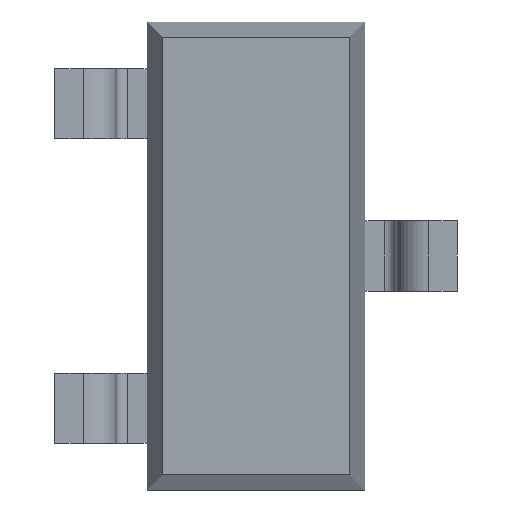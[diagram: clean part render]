
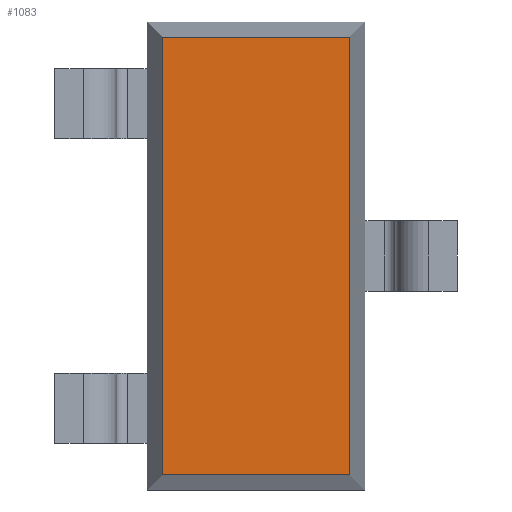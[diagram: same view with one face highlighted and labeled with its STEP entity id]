
A CAD part, front view. The second image highlights one B-rep face of the part: STEP entity #1083.
In plain terms, the highlighted planar face has unit normal (0, -1, 0).
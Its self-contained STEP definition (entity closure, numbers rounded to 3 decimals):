
#23 = LINE ( 'NONE', #1051, #494 ) ;
#24 = ORIENTED_EDGE ( 'NONE', *, *, #804, .T. ) ;
#130 = DIRECTION ( 'NONE',  ( 0., 0., -1. ) ) ;
#207 = EDGE_LOOP ( 'NONE', ( #24, #1537, #816, #906 ) ) ;
#303 = LINE ( 'NONE', #1590, #460 ) ;
#371 = VERTEX_POINT ( 'NONE', #1360 ) ;
#460 = VECTOR ( 'NONE', #614, 1000. ) ;
#469 = DIRECTION ( 'NONE',  ( 0., 0., -1. ) ) ;
#474 = LINE ( 'NONE', #1656, #1335 ) ;
#494 = VECTOR ( 'NONE', #469, 1000. ) ;
#614 = DIRECTION ( 'NONE',  ( 1., 0., 0. ) ) ;
#684 = VERTEX_POINT ( 'NONE', #1695 ) ;
#721 = CARTESIAN_POINT ( 'NONE',  ( -0.586, 0.1, -1.366 ) ) ;
#743 = CARTESIAN_POINT ( 'NONE',  ( 0.586, 0.1, -1.366 ) ) ;
#804 = EDGE_CURVE ( 'NONE', #1281, #1440, #303, .T. ) ;
#816 = ORIENTED_EDGE ( 'NONE', *, *, #1135, .T. ) ;
#840 = PLANE ( 'NONE',  #1219 ) ;
#860 = FACE_OUTER_BOUND ( 'NONE', #207, .T. ) ;
#889 = CARTESIAN_POINT ( 'NONE',  ( 0.68, 0.1, 1.366 ) ) ;
#906 = ORIENTED_EDGE ( 'NONE', *, *, #1136, .T. ) ;
#1034 = LINE ( 'NONE', #889, #1305 ) ;
#1051 = CARTESIAN_POINT ( 'NONE',  ( -0.586, 0.1, 1.46 ) ) ;
#1083 = ADVANCED_FACE ( 'NONE', ( #860 ), #840, .T. ) ;
#1135 = EDGE_CURVE ( 'NONE', #371, #684, #1034, .T. ) ;
#1136 = EDGE_CURVE ( 'NONE', #684, #1281, #23, .T. ) ;
#1193 = DIRECTION ( 'NONE',  ( 0., 0., 1. ) ) ;
#1219 = AXIS2_PLACEMENT_3D ( 'NONE', #1884, #1262, #130 ) ;
#1262 = DIRECTION ( 'NONE',  ( 0., -1., 0. ) ) ;
#1281 = VERTEX_POINT ( 'NONE', #721 ) ;
#1305 = VECTOR ( 'NONE', #1789, 1000. ) ;
#1335 = VECTOR ( 'NONE', #1193, 1000. ) ;
#1360 = CARTESIAN_POINT ( 'NONE',  ( 0.586, 0.1, 1.366 ) ) ;
#1430 = EDGE_CURVE ( 'NONE', #1440, #371, #474, .T. ) ;
#1440 = VERTEX_POINT ( 'NONE', #743 ) ;
#1537 = ORIENTED_EDGE ( 'NONE', *, *, #1430, .T. ) ;
#1590 = CARTESIAN_POINT ( 'NONE',  ( -0.68, 0.1, -1.366 ) ) ;
#1656 = CARTESIAN_POINT ( 'NONE',  ( 0.586, 0.1, -1.46 ) ) ;
#1695 = CARTESIAN_POINT ( 'NONE',  ( -0.586, 0.1, 1.366 ) ) ;
#1789 = DIRECTION ( 'NONE',  ( -1., 0., 0. ) ) ;
#1884 = CARTESIAN_POINT ( 'NONE',  ( 0., 0.1, 0. ) ) ;
